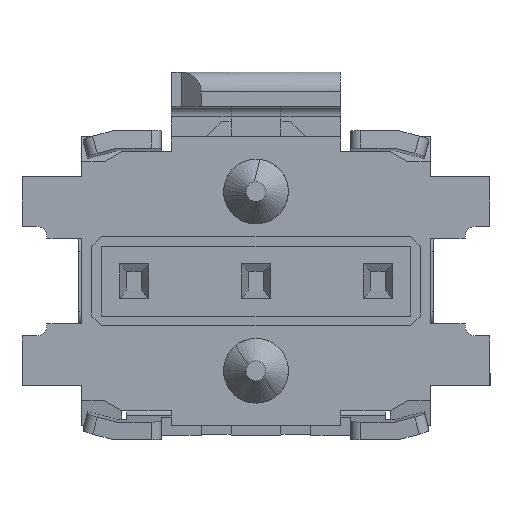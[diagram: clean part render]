
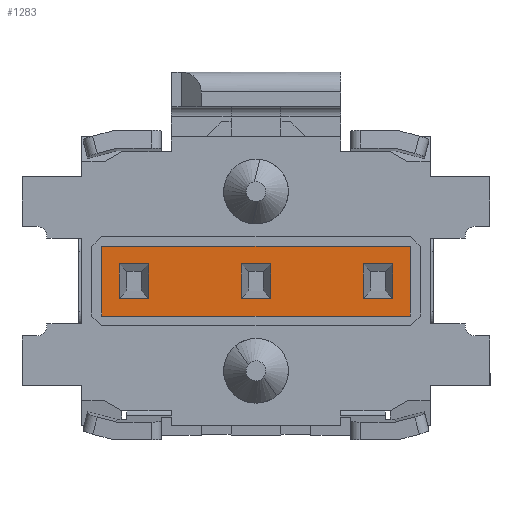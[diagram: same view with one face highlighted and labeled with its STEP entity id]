
A CAD part, front view. The second image highlights one B-rep face of the part: STEP entity #1283.
In plain terms, the highlighted planar face has unit normal (0, -1, 0).
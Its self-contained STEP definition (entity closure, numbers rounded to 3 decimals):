
#30 = EDGE_CURVE ( 'NONE', #8736, #6143, #9684, .T. ) ;
#46 = VECTOR ( 'NONE', #5788, 1000. ) ;
#191 = LINE ( 'NONE', #4199, #4927 ) ;
#302 = ORIENTED_EDGE ( 'NONE', *, *, #4031, .T. ) ;
#346 = DIRECTION ( 'NONE',  ( 0., 0., -1. ) ) ;
#461 = DIRECTION ( 'NONE',  ( 0., 0., 1. ) ) ;
#638 = EDGE_LOOP ( 'NONE', ( #8227, #302, #5298, #1554 ) ) ;
#650 = LINE ( 'NONE', #3888, #9991 ) ;
#661 = LINE ( 'NONE', #1328, #8035 ) ;
#672 = VERTEX_POINT ( 'NONE', #6536 ) ;
#689 = ORIENTED_EDGE ( 'NONE', *, *, #6359, .T. ) ;
#728 = VECTOR ( 'NONE', #3604, 1000. ) ;
#836 = VECTOR ( 'NONE', #7381, 1000. ) ;
#850 = ORIENTED_EDGE ( 'NONE', *, *, #6287, .T. ) ;
#1032 = AXIS2_PLACEMENT_3D ( 'NONE', #2161, #5288, #7642 ) ;
#1105 = DIRECTION ( 'NONE',  ( 1., 0., 0. ) ) ;
#1283 = ADVANCED_FACE ( 'NONE', ( #3462, #6581, #9276, #8350 ), #2932, .T. ) ;
#1309 = CARTESIAN_POINT ( 'NONE',  ( 0.15, 0.2, -0.175 ) ) ;
#1328 = CARTESIAN_POINT ( 'NONE',  ( 1.375, 0.2, -0.35 ) ) ;
#1554 = ORIENTED_EDGE ( 'NONE', *, *, #5457, .T. ) ;
#1598 = ORIENTED_EDGE ( 'NONE', *, *, #2757, .T. ) ;
#1670 = LINE ( 'NONE', #5717, #1976 ) ;
#1791 = CARTESIAN_POINT ( 'NONE',  ( -1.55, 0.2, 0.175 ) ) ;
#1897 = DIRECTION ( 'NONE',  ( 1., 0., 0. ) ) ;
#1951 = CARTESIAN_POINT ( 'NONE',  ( -0.15, 0.2, -0.35 ) ) ;
#1959 = EDGE_CURVE ( 'NONE', #9209, #6450, #6181, .T. ) ;
#1976 = VECTOR ( 'NONE', #1105, 1000. ) ;
#2161 = CARTESIAN_POINT ( 'NONE',  ( -1.55, 0.2, -0.35 ) ) ;
#2293 = CARTESIAN_POINT ( 'NONE',  ( 1.375, 0.2, 0.175 ) ) ;
#2460 = DIRECTION ( 'NONE',  ( 0., 0., 1. ) ) ;
#2478 = CARTESIAN_POINT ( 'NONE',  ( -1.55, 0.2, 0.175 ) ) ;
#2509 = VECTOR ( 'NONE', #8672, 1000. ) ;
#2558 = CARTESIAN_POINT ( 'NONE',  ( 1.375, 0.2, -0.175 ) ) ;
#2757 = EDGE_CURVE ( 'NONE', #8669, #10034, #6819, .T. ) ;
#2928 = DIRECTION ( 'NONE',  ( 0., 0., -1. ) ) ;
#2932 = PLANE ( 'NONE',  #1032 ) ;
#3238 = CARTESIAN_POINT ( 'NONE',  ( -1.075, 0.2, 0.175 ) ) ;
#3329 = CARTESIAN_POINT ( 'NONE',  ( -1.375, 0.2, 0.175 ) ) ;
#3343 = CARTESIAN_POINT ( 'NONE',  ( 0.15, 0.2, 0.175 ) ) ;
#3408 = ORIENTED_EDGE ( 'NONE', *, *, #7500, .T. ) ;
#3443 = CARTESIAN_POINT ( 'NONE',  ( 1.55, 0.2, 0.35 ) ) ;
#3462 = FACE_BOUND ( 'NONE', #8849, .T. ) ;
#3555 = VERTEX_POINT ( 'NONE', #10001 ) ;
#3562 = CARTESIAN_POINT ( 'NONE',  ( -1.55, 0.2, -0.175 ) ) ;
#3589 = LINE ( 'NONE', #5025, #46 ) ;
#3604 = DIRECTION ( 'NONE',  ( -1., 0., 0. ) ) ;
#3681 = DIRECTION ( 'NONE',  ( 0., 0., -1. ) ) ;
#3717 = VERTEX_POINT ( 'NONE', #4687 ) ;
#3751 = VERTEX_POINT ( 'NONE', #3443 ) ;
#3877 = ORIENTED_EDGE ( 'NONE', *, *, #8739, .T. ) ;
#3888 = CARTESIAN_POINT ( 'NONE',  ( 1.55, 0.2, 0.35 ) ) ;
#3899 = EDGE_CURVE ( 'NONE', #8858, #3751, #650, .T. ) ;
#4019 = LINE ( 'NONE', #8615, #6788 ) ;
#4031 = EDGE_CURVE ( 'NONE', #672, #8858, #1670, .T. ) ;
#4121 = EDGE_CURVE ( 'NONE', #6450, #8736, #9706, .T. ) ;
#4199 = CARTESIAN_POINT ( 'NONE',  ( -1.55, 0.2, 0.35 ) ) ;
#4294 = ORIENTED_EDGE ( 'NONE', *, *, #6282, .T. ) ;
#4569 = DIRECTION ( 'NONE',  ( -1., 0., 0. ) ) ;
#4609 = DIRECTION ( 'NONE',  ( 0., 0., -1. ) ) ;
#4687 = CARTESIAN_POINT ( 'NONE',  ( 1.075, 0.2, -0.175 ) ) ;
#4927 = VECTOR ( 'NONE', #346, 1000. ) ;
#5025 = CARTESIAN_POINT ( 'NONE',  ( -1.55, 0.2, 0.35 ) ) ;
#5037 = LINE ( 'NONE', #1951, #9708 ) ;
#5076 = CARTESIAN_POINT ( 'NONE',  ( -1.075, 0.2, -0.175 ) ) ;
#5240 = VERTEX_POINT ( 'NONE', #7684 ) ;
#5288 = DIRECTION ( 'NONE',  ( 0., -1., 0. ) ) ;
#5298 = ORIENTED_EDGE ( 'NONE', *, *, #3899, .T. ) ;
#5309 = VECTOR ( 'NONE', #4569, 1000. ) ;
#5457 = EDGE_CURVE ( 'NONE', #3751, #5240, #3589, .T. ) ;
#5707 = CARTESIAN_POINT ( 'NONE',  ( 1.075, 0.2, 0.175 ) ) ;
#5717 = CARTESIAN_POINT ( 'NONE',  ( -1.55, 0.2, -0.35 ) ) ;
#5788 = DIRECTION ( 'NONE',  ( -1., 0., 0. ) ) ;
#5958 = CARTESIAN_POINT ( 'NONE',  ( 0.15, 0.2, -0.35 ) ) ;
#6143 = VERTEX_POINT ( 'NONE', #6319 ) ;
#6169 = ORIENTED_EDGE ( 'NONE', *, *, #8914, .T. ) ;
#6181 = LINE ( 'NONE', #2478, #2509 ) ;
#6282 = EDGE_CURVE ( 'NONE', #10063, #3555, #5037, .T. ) ;
#6287 = EDGE_CURVE ( 'NONE', #9250, #3717, #7440, .T. ) ;
#6319 = CARTESIAN_POINT ( 'NONE',  ( -1.375, 0.2, -0.175 ) ) ;
#6346 = ORIENTED_EDGE ( 'NONE', *, *, #1959, .T. ) ;
#6359 = EDGE_CURVE ( 'NONE', #10034, #10063, #7640, .T. ) ;
#6384 = DIRECTION ( 'NONE',  ( 1., 0., 0. ) ) ;
#6450 = VERTEX_POINT ( 'NONE', #3238 ) ;
#6516 = CARTESIAN_POINT ( 'NONE',  ( -1.55, 0.2, -0.175 ) ) ;
#6536 = CARTESIAN_POINT ( 'NONE',  ( -1.55, 0.2, -0.35 ) ) ;
#6581 = FACE_BOUND ( 'NONE', #6870, .T. ) ;
#6659 = CARTESIAN_POINT ( 'NONE',  ( 1.075, 0.2, -0.35 ) ) ;
#6788 = VECTOR ( 'NONE', #2460, 1000. ) ;
#6819 = LINE ( 'NONE', #5958, #7602 ) ;
#6870 = EDGE_LOOP ( 'NONE', ( #689, #4294, #7277, #1598 ) ) ;
#6885 = VECTOR ( 'NONE', #3681, 1000. ) ;
#6899 = VECTOR ( 'NONE', #461, 1000. ) ;
#6921 = CARTESIAN_POINT ( 'NONE',  ( -1.55, 0.2, -0.175 ) ) ;
#6956 = DIRECTION ( 'NONE',  ( 0., 0., 1. ) ) ;
#7118 = VERTEX_POINT ( 'NONE', #5707 ) ;
#7128 = ORIENTED_EDGE ( 'NONE', *, *, #7836, .T. ) ;
#7274 = LINE ( 'NONE', #6659, #6899 ) ;
#7277 = ORIENTED_EDGE ( 'NONE', *, *, #7689, .T. ) ;
#7381 = DIRECTION ( 'NONE',  ( -1., 0., 0. ) ) ;
#7440 = LINE ( 'NONE', #3562, #728 ) ;
#7500 = EDGE_CURVE ( 'NONE', #6143, #9209, #4019, .T. ) ;
#7602 = VECTOR ( 'NONE', #2928, 1000. ) ;
#7640 = LINE ( 'NONE', #6921, #5309 ) ;
#7642 = DIRECTION ( 'NONE',  ( 0., 0., -1. ) ) ;
#7684 = CARTESIAN_POINT ( 'NONE',  ( -1.55, 0.2, 0.35 ) ) ;
#7689 = EDGE_CURVE ( 'NONE', #3555, #8669, #8804, .T. ) ;
#7836 = EDGE_CURVE ( 'NONE', #7118, #7863, #8595, .T. ) ;
#7863 = VERTEX_POINT ( 'NONE', #2293 ) ;
#7952 = ORIENTED_EDGE ( 'NONE', *, *, #4121, .T. ) ;
#7993 = EDGE_LOOP ( 'NONE', ( #3408, #6346, #7952, #8753 ) ) ;
#8035 = VECTOR ( 'NONE', #4609, 1000. ) ;
#8201 = DIRECTION ( 'NONE',  ( 0., 0., 1. ) ) ;
#8227 = ORIENTED_EDGE ( 'NONE', *, *, #9881, .T. ) ;
#8271 = VECTOR ( 'NONE', #6384, 1000. ) ;
#8350 = FACE_OUTER_BOUND ( 'NONE', #638, .T. ) ;
#8373 = CARTESIAN_POINT ( 'NONE',  ( -1.075, 0.2, -0.35 ) ) ;
#8454 = CARTESIAN_POINT ( 'NONE',  ( 1.55, 0.2, -0.35 ) ) ;
#8484 = CARTESIAN_POINT ( 'NONE',  ( -0.15, 0.2, -0.175 ) ) ;
#8595 = LINE ( 'NONE', #9305, #8271 ) ;
#8615 = CARTESIAN_POINT ( 'NONE',  ( -1.375, 0.2, -0.35 ) ) ;
#8669 = VERTEX_POINT ( 'NONE', #3343 ) ;
#8672 = DIRECTION ( 'NONE',  ( 1., 0., 0. ) ) ;
#8736 = VERTEX_POINT ( 'NONE', #5076 ) ;
#8739 = EDGE_CURVE ( 'NONE', #3717, #7118, #7274, .T. ) ;
#8753 = ORIENTED_EDGE ( 'NONE', *, *, #30, .T. ) ;
#8804 = LINE ( 'NONE', #1791, #8923 ) ;
#8849 = EDGE_LOOP ( 'NONE', ( #6169, #850, #3877, #7128 ) ) ;
#8858 = VERTEX_POINT ( 'NONE', #8454 ) ;
#8914 = EDGE_CURVE ( 'NONE', #7863, #9250, #661, .T. ) ;
#8923 = VECTOR ( 'NONE', #1897, 1000. ) ;
#9209 = VERTEX_POINT ( 'NONE', #3329 ) ;
#9250 = VERTEX_POINT ( 'NONE', #2558 ) ;
#9276 = FACE_BOUND ( 'NONE', #7993, .T. ) ;
#9305 = CARTESIAN_POINT ( 'NONE',  ( -1.55, 0.2, 0.175 ) ) ;
#9684 = LINE ( 'NONE', #6516, #836 ) ;
#9706 = LINE ( 'NONE', #8373, #6885 ) ;
#9708 = VECTOR ( 'NONE', #8201, 1000. ) ;
#9881 = EDGE_CURVE ( 'NONE', #5240, #672, #191, .T. ) ;
#9991 = VECTOR ( 'NONE', #6956, 1000. ) ;
#10001 = CARTESIAN_POINT ( 'NONE',  ( -0.15, 0.2, 0.175 ) ) ;
#10034 = VERTEX_POINT ( 'NONE', #1309 ) ;
#10063 = VERTEX_POINT ( 'NONE', #8484 ) ;
